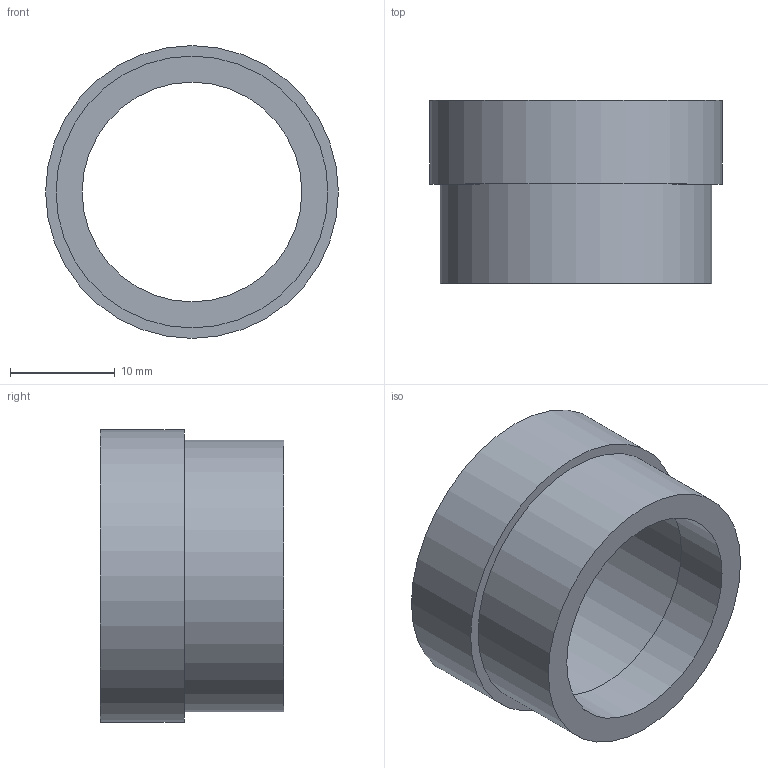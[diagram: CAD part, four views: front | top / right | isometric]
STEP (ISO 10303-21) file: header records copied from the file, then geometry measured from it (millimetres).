
FILE_DESCRIPTION(/* description */ (''),/* implementation_level */ '2;1');
FILE_NAME(/* name */ 'hub v5.step',/* time_stamp */ '2017-11-17T04:55:23+01:00',/* author */ ('bouricoo'),/* organization */ (''),/* preprocessor_version */ 'ST-DEVELOPER v16.13',/* originating_system */ 'Autodesk Translation Framework v6.5.0.72',/* authorisation */ '');
FILE_SCHEMA (('AUTOMOTIVE_DESIGN { 1 0 10303 214 3 1 1 }'));
Length unit declared in the file: millimetre
Products named in the file (1): hub
Bounding box: 28 x 17.5 x 28 mm (x, y, z)
Volume: 3503.3 mm3; surface area: 3210.7 mm2
Topology: 1 solids, 1 shells, 8 faces, 13 edges, 9 vertices
Faces by surface type: plane 4, cylinder 4
Full cylindrical faces by diameter (mm): 21 x1, 22 x1, 26 x1, 28 x1
Entity records: 231 total; most frequent: DIRECTION 40, CARTESIAN_POINT 31, ORIENTED_EDGE 26, AXIS2_PLACEMENT_3D 18, EDGE_CURVE 13, EDGE_LOOP 12, CIRCLE 9, VERTEX_POINT 9
